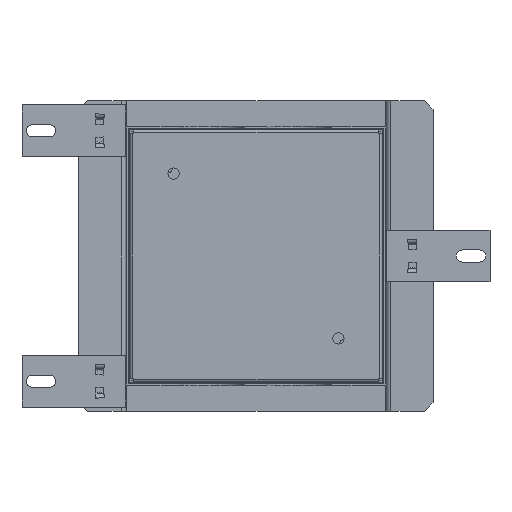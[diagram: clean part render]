
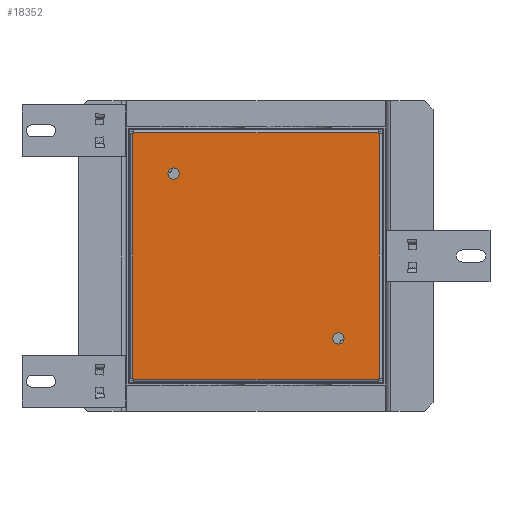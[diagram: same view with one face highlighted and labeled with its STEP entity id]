
A CAD part, front view. The second image highlights one B-rep face of the part: STEP entity #18352.
In plain terms, the highlighted planar face has unit normal (0, -1, 0).
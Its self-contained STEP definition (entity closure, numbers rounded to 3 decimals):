
#336 = CARTESIAN_POINT ( 'NONE',  ( -71.4, 0., 70.92 ) ) ;
#355 = EDGE_CURVE ( 'NONE', #6311, #10372, #9096, .T. ) ;
#403 = VECTOR ( 'NONE', #23179, 1000. ) ;
#460 = DIRECTION ( 'NONE',  ( -1., 0., 0. ) ) ;
#473 = ORIENTED_EDGE ( 'NONE', *, *, #12377, .F. ) ;
#881 = DIRECTION ( 'NONE',  ( 0., 1., 0. ) ) ;
#1077 = CARTESIAN_POINT ( 'NONE',  ( -47.73, 0., 50.98 ) ) ;
#1164 = FACE_BOUND ( 'NONE', #23968, .T. ) ;
#1436 = EDGE_LOOP ( 'NONE', ( #31617, #29309, #14051, #35859, #34382, #24898, #22200, #20908, #9881, #473, #7936, #13231 ) ) ;
#1517 = AXIS2_PLACEMENT_3D ( 'NONE', #30086, #3293, #33399 ) ;
#1835 = VECTOR ( 'NONE', #15143, 1000. ) ;
#2171 = CARTESIAN_POINT ( 'NONE',  ( 70.92, 0., 71.4 ) ) ;
#2419 = CARTESIAN_POINT ( 'NONE',  ( 0., 0., 71.4 ) ) ;
#2468 = VECTOR ( 'NONE', #19741, 1000. ) ;
#3293 = DIRECTION ( 'NONE',  ( 0., 1., 0. ) ) ;
#3971 = VERTEX_POINT ( 'NONE', #12438 ) ;
#4215 = CIRCLE ( 'NONE', #13085, 3.25 ) ;
#4435 = CARTESIAN_POINT ( 'NONE',  ( 0., 0., 70.92 ) ) ;
#4709 = FACE_OUTER_BOUND ( 'NONE', #1436, .T. ) ;
#5555 = CARTESIAN_POINT ( 'NONE',  ( 0., 0., -70.92 ) ) ;
#6311 = VERTEX_POINT ( 'NONE', #30152 ) ;
#7823 = CIRCLE ( 'NONE', #1517, 3.25 ) ;
#7936 = ORIENTED_EDGE ( 'NONE', *, *, #17273, .F. ) ;
#8148 = LINE ( 'NONE', #10930, #31266 ) ;
#8433 = CARTESIAN_POINT ( 'NONE',  ( -70.92, 0., 0. ) ) ;
#8852 = CARTESIAN_POINT ( 'NONE',  ( -70.92, 0., 70.92 ) ) ;
#9096 = LINE ( 'NONE', #39000, #16246 ) ;
#9445 = LINE ( 'NONE', #25158, #32315 ) ;
#9705 = EDGE_CURVE ( 'NONE', #39086, #39086, #4215, .T. ) ;
#9881 = ORIENTED_EDGE ( 'NONE', *, *, #10421, .F. ) ;
#10372 = VERTEX_POINT ( 'NONE', #10531 ) ;
#10421 = EDGE_CURVE ( 'NONE', #38305, #10872, #17688, .T. ) ;
#10531 = CARTESIAN_POINT ( 'NONE',  ( 70.92, 0., -71.4 ) ) ;
#10773 = DIRECTION ( 'NONE',  ( 0., 0., -1. ) ) ;
#10872 = VERTEX_POINT ( 'NONE', #2171 ) ;
#10930 = CARTESIAN_POINT ( 'NONE',  ( 0., 0., -71.4 ) ) ;
#11599 = CARTESIAN_POINT ( 'NONE',  ( 47.73, 0., -44.48 ) ) ;
#11852 = CARTESIAN_POINT ( 'NONE',  ( 0., 0., 0. ) ) ;
#12377 = EDGE_CURVE ( 'NONE', #26909, #38305, #26545, .T. ) ;
#12438 = CARTESIAN_POINT ( 'NONE',  ( 71.4, 0., 70.92 ) ) ;
#12565 = LINE ( 'NONE', #36681, #1835 ) ;
#13085 = AXIS2_PLACEMENT_3D ( 'NONE', #27911, #881, #24351 ) ;
#13231 = ORIENTED_EDGE ( 'NONE', *, *, #20146, .F. ) ;
#13258 = FACE_BOUND ( 'NONE', #14243, .T. ) ;
#13525 = CARTESIAN_POINT ( 'NONE',  ( -70.92, 0., -71.4 ) ) ;
#13608 = VECTOR ( 'NONE', #460, 1000. ) ;
#13968 = CARTESIAN_POINT ( 'NONE',  ( 71.4, 0., 0. ) ) ;
#13973 = VECTOR ( 'NONE', #31063, 1000. ) ;
#14051 = ORIENTED_EDGE ( 'NONE', *, *, #24032, .F. ) ;
#14243 = EDGE_LOOP ( 'NONE', ( #20743 ) ) ;
#14567 = EDGE_CURVE ( 'NONE', #19160, #6311, #27637, .T. ) ;
#15143 = DIRECTION ( 'NONE',  ( 0., 0., 1. ) ) ;
#15966 = VERTEX_POINT ( 'NONE', #1077 ) ;
#16246 = VECTOR ( 'NONE', #36233, 1000. ) ;
#16571 = VERTEX_POINT ( 'NONE', #37276 ) ;
#17232 = DIRECTION ( 'NONE',  ( 0., 1., 0. ) ) ;
#17273 = EDGE_CURVE ( 'NONE', #24415, #26909, #22717, .T. ) ;
#17688 = LINE ( 'NONE', #2419, #29591 ) ;
#18352 = ADVANCED_FACE ( 'NONE', ( #4709, #1164, #13258 ), #37975, .F. ) ;
#18428 = EDGE_CURVE ( 'NONE', #16571, #3971, #32638, .T. ) ;
#18994 = LINE ( 'NONE', #21974, #13973 ) ;
#19160 = VERTEX_POINT ( 'NONE', #23097 ) ;
#19225 = VECTOR ( 'NONE', #10773, 1000. ) ;
#19741 = DIRECTION ( 'NONE',  ( 1., 0., 0. ) ) ;
#19861 = LINE ( 'NONE', #5555, #28032 ) ;
#20146 = EDGE_CURVE ( 'NONE', #26483, #24415, #12565, .T. ) ;
#20743 = ORIENTED_EDGE ( 'NONE', *, *, #23293, .T. ) ;
#20908 = ORIENTED_EDGE ( 'NONE', *, *, #38036, .F. ) ;
#21783 = DIRECTION ( 'NONE',  ( 0., 0., 1. ) ) ;
#21974 = CARTESIAN_POINT ( 'NONE',  ( 70.92, 0., 0. ) ) ;
#22200 = ORIENTED_EDGE ( 'NONE', *, *, #18428, .F. ) ;
#22717 = LINE ( 'NONE', #4435, #2468 ) ;
#23077 = DIRECTION ( 'NONE',  ( -1., 0., 0. ) ) ;
#23097 = CARTESIAN_POINT ( 'NONE',  ( 71.4, 0., -70.92 ) ) ;
#23179 = DIRECTION ( 'NONE',  ( 0., 0., 1. ) ) ;
#23293 = EDGE_CURVE ( 'NONE', #15966, #15966, #7823, .T. ) ;
#23968 = EDGE_LOOP ( 'NONE', ( #30075 ) ) ;
#23998 = DIRECTION ( 'NONE',  ( 1., 0., 0. ) ) ;
#24032 = EDGE_CURVE ( 'NONE', #10372, #28410, #8148, .T. ) ;
#24302 = CARTESIAN_POINT ( 'NONE',  ( 0., 0., -70.92 ) ) ;
#24351 = DIRECTION ( 'NONE',  ( 0., 0., 1. ) ) ;
#24415 = VERTEX_POINT ( 'NONE', #336 ) ;
#24898 = ORIENTED_EDGE ( 'NONE', *, *, #33950, .F. ) ;
#25158 = CARTESIAN_POINT ( 'NONE',  ( -70.92, 0., 0. ) ) ;
#26113 = LINE ( 'NONE', #13968, #19225 ) ;
#26483 = VERTEX_POINT ( 'NONE', #35770 ) ;
#26545 = LINE ( 'NONE', #8433, #403 ) ;
#26909 = VERTEX_POINT ( 'NONE', #8852 ) ;
#26933 = CARTESIAN_POINT ( 'NONE',  ( 0., 0., 70.92 ) ) ;
#27637 = LINE ( 'NONE', #24302, #13608 ) ;
#27911 = CARTESIAN_POINT ( 'NONE',  ( 47.73, 0., -47.73 ) ) ;
#28032 = VECTOR ( 'NONE', #31922, 1000. ) ;
#28410 = VERTEX_POINT ( 'NONE', #13525 ) ;
#29309 = ORIENTED_EDGE ( 'NONE', *, *, #32652, .F. ) ;
#29591 = VECTOR ( 'NONE', #36061, 1000. ) ;
#30075 = ORIENTED_EDGE ( 'NONE', *, *, #9705, .T. ) ;
#30086 = CARTESIAN_POINT ( 'NONE',  ( -47.73, 0., 47.73 ) ) ;
#30152 = CARTESIAN_POINT ( 'NONE',  ( 70.92, 0., -70.92 ) ) ;
#31063 = DIRECTION ( 'NONE',  ( 0., 0., -1. ) ) ;
#31266 = VECTOR ( 'NONE', #23077, 1000. ) ;
#31617 = ORIENTED_EDGE ( 'NONE', *, *, #33458, .F. ) ;
#31922 = DIRECTION ( 'NONE',  ( -1., 0., 0. ) ) ;
#32315 = VECTOR ( 'NONE', #21783, 1000. ) ;
#32638 = LINE ( 'NONE', #26933, #33921 ) ;
#32652 = EDGE_CURVE ( 'NONE', #28410, #32951, #9445, .T. ) ;
#32951 = VERTEX_POINT ( 'NONE', #37691 ) ;
#33399 = DIRECTION ( 'NONE',  ( 0., 0., 1. ) ) ;
#33458 = EDGE_CURVE ( 'NONE', #32951, #26483, #19861, .T. ) ;
#33921 = VECTOR ( 'NONE', #23998, 1000. ) ;
#33950 = EDGE_CURVE ( 'NONE', #3971, #19160, #26113, .T. ) ;
#34382 = ORIENTED_EDGE ( 'NONE', *, *, #14567, .F. ) ;
#35169 = AXIS2_PLACEMENT_3D ( 'NONE', #11852, #17232, #35795 ) ;
#35538 = CARTESIAN_POINT ( 'NONE',  ( -70.92, 0., 71.4 ) ) ;
#35770 = CARTESIAN_POINT ( 'NONE',  ( -71.4, 0., -70.92 ) ) ;
#35795 = DIRECTION ( 'NONE',  ( 0., 0., 1. ) ) ;
#35859 = ORIENTED_EDGE ( 'NONE', *, *, #355, .F. ) ;
#36061 = DIRECTION ( 'NONE',  ( 1., 0., 0. ) ) ;
#36233 = DIRECTION ( 'NONE',  ( 0., 0., -1. ) ) ;
#36681 = CARTESIAN_POINT ( 'NONE',  ( -71.4, 0., 0. ) ) ;
#37276 = CARTESIAN_POINT ( 'NONE',  ( 70.92, 0., 70.92 ) ) ;
#37691 = CARTESIAN_POINT ( 'NONE',  ( -70.92, 0., -70.92 ) ) ;
#37975 = PLANE ( 'NONE',  #35169 ) ;
#38036 = EDGE_CURVE ( 'NONE', #10872, #16571, #18994, .T. ) ;
#38305 = VERTEX_POINT ( 'NONE', #35538 ) ;
#39000 = CARTESIAN_POINT ( 'NONE',  ( 70.92, 0., 0. ) ) ;
#39086 = VERTEX_POINT ( 'NONE', #11599 ) ;
